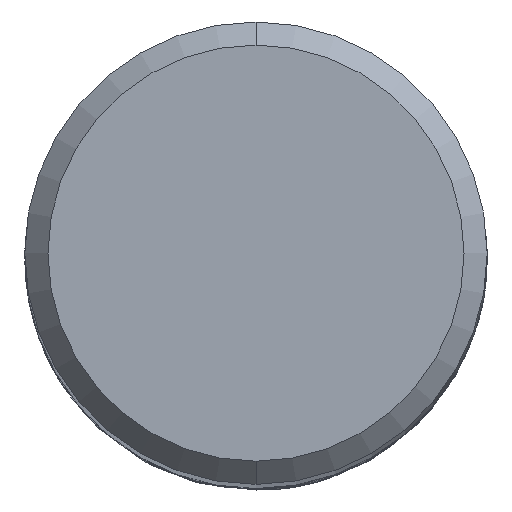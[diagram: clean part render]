
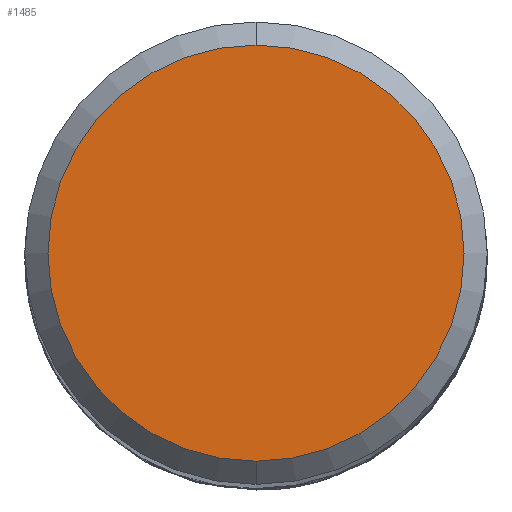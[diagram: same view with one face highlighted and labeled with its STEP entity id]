
A CAD part, top view. The second image highlights one B-rep face of the part: STEP entity #1485.
In plain terms, the highlighted planar face has unit normal (0, 0, 1).
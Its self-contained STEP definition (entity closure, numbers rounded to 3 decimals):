
#829=EDGE_CURVE('',#925,#1313,#2218,.T.);
#925=VERTEX_POINT('',#2321);
#1313=VERTEX_POINT('',#2739);
#1485=ADVANCED_FACE('',(#2927),#2928,.T.);
#2065=EDGE_CURVE('',#1313,#925,#3569,.T.);
#2218=CIRCLE('',#5865,3.6);
#2321=CARTESIAN_POINT('',(0.,-3.6,0.0));
#2739=CARTESIAN_POINT('',(0.0,3.6,0.0));
#2927=FACE_OUTER_BOUND('',#12494,.T.);
#2928=PLANE('',#12495);
#3569=CIRCLE('',#20812,3.6);
#5865=AXIS2_PLACEMENT_3D('',#20987,#20988,#20989);
#12494=EDGE_LOOP('',(#21639,#21640));
#12495=AXIS2_PLACEMENT_3D('',#21641,#21642,#21643);
#20812=AXIS2_PLACEMENT_3D('',#22322,#22323,#22324);
#20987=CARTESIAN_POINT('',(0.0,0.0,0.0));
#20988=DIRECTION('',(0.0,0.0,-1.0));
#20989=DIRECTION('',(0.0,1.0,0.0));
#21639=ORIENTED_EDGE('',*,*,#2065,.F.);
#21640=ORIENTED_EDGE('',*,*,#829,.F.);
#21641=CARTESIAN_POINT('',(0.0,1.8,0.0));
#21642=DIRECTION('',(-0.0,0.0,1.0));
#21643=DIRECTION('',(0.0,-1.0,0.0));
#22322=CARTESIAN_POINT('',(0.0,0.0,0.0));
#22323=DIRECTION('',(0.0,0.0,-1.0));
#22324=DIRECTION('',(0.0,1.0,0.0));
